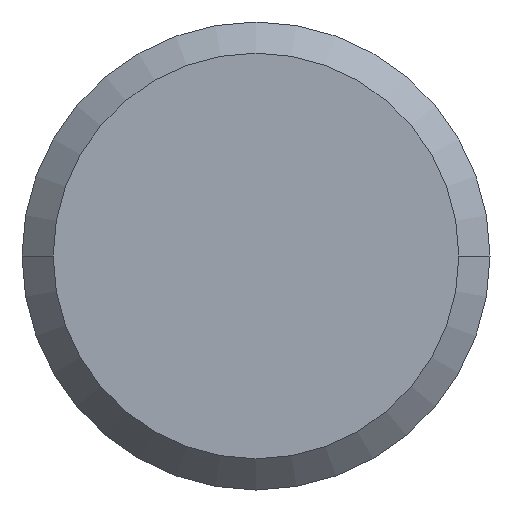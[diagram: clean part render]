
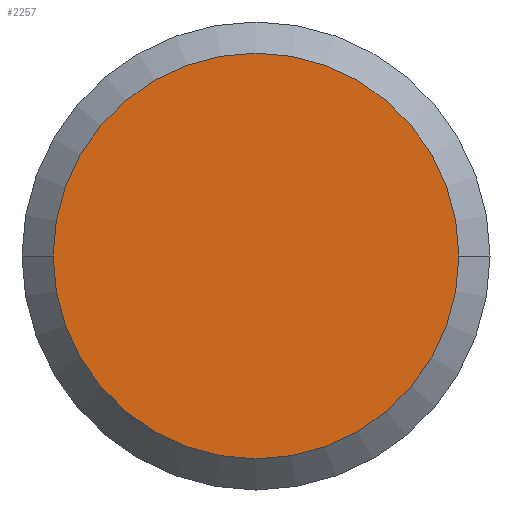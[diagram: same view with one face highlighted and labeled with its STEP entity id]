
A CAD part, front view. The second image highlights one B-rep face of the part: STEP entity #2257.
In plain terms, the highlighted planar face has unit normal (0, -1, 0).
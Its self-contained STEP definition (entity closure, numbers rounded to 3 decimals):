
#980=CARTESIAN_POINT('',(0.,-49.,0.));
#981=DIRECTION('',(0.,1.,0.));
#982=DIRECTION('',(1.,0.,0.));
#983=AXIS2_PLACEMENT_3D('',#980,#981,#982);
#988=CARTESIAN_POINT('',(0.,-49.,0.));
#989=DIRECTION('',(0.,1.,0.));
#990=DIRECTION('',(-1.,0.,0.));
#991=AXIS2_PLACEMENT_3D('',#988,#989,#990);
#1116=CARTESIAN_POINT('',(5.2,-49.,0.));
#1117=CARTESIAN_POINT('',(-5.2,-49.,0.));
#1118=VERTEX_POINT('',#1116);
#1119=VERTEX_POINT('',#1117);
#2248=CARTESIAN_POINT('',(0.,-49.,0.));
#2249=DIRECTION('',(0.,1.,0.));
#2250=DIRECTION('',(-1.,0.,0.));
#2251=AXIS2_PLACEMENT_3D('',#2248,#2249,#2250);
#2252=PLANE('',#2251);
#2253=ORIENTED_EDGE('',*,*,#1144,.T.);
#2254=ORIENTED_EDGE('',*,*,#1159,.T.);
#2255=EDGE_LOOP('',(#2253,#2254));
#2256=FACE_OUTER_BOUND('',#2255,.F.);
#2257=ADVANCED_FACE('',(#2256),#2252,.F.);
#984=CIRCLE('',#983,5.2);
#992=CIRCLE('',#991,5.2);
#1144=EDGE_CURVE('',#1118,#1119,#984,.T.);
#1159=EDGE_CURVE('',#1119,#1118,#992,.T.);
